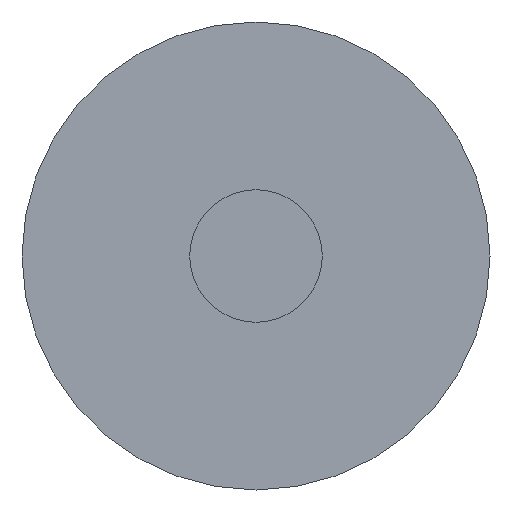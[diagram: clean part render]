
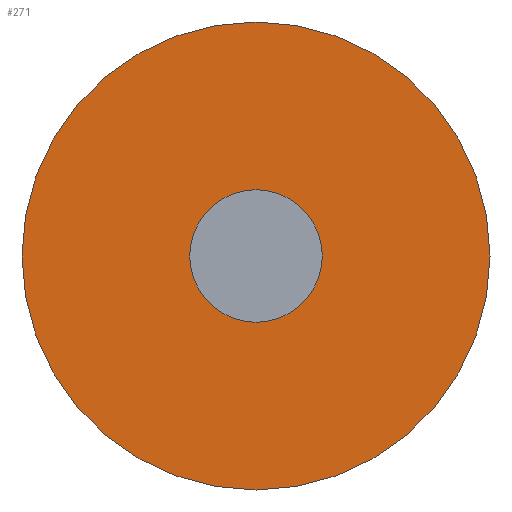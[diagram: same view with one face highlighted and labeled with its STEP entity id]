
A CAD part, front view. The second image highlights one B-rep face of the part: STEP entity #271.
In plain terms, the highlighted planar face has unit normal (0, -1, 0).
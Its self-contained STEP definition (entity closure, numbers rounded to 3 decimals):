
#2 = VERTEX_POINT ( 'NONE', #85 ) ;
#8 = ORIENTED_EDGE ( 'NONE', *, *, #318, .F. ) ;
#31 = CIRCLE ( 'NONE', #165, 8.65 ) ;
#54 = EDGE_CURVE ( 'NONE', #416, #2, #31, .T. ) ;
#59 = EDGE_CURVE ( 'NONE', #383, #247, #403, .T. ) ;
#70 = AXIS2_PLACEMENT_3D ( 'NONE', #125, #91, #156 ) ;
#71 = EDGE_CURVE ( 'NONE', #2, #416, #439, .T. ) ;
#85 = CARTESIAN_POINT ( 'NONE',  ( 0., 0., -8.65 ) ) ;
#88 = DIRECTION ( 'NONE',  ( 0., -1., 0. ) ) ;
#91 = DIRECTION ( 'NONE',  ( 0., -1., 0. ) ) ;
#92 = ORIENTED_EDGE ( 'NONE', *, *, #54, .T. ) ;
#106 = FACE_BOUND ( 'NONE', #320, .T. ) ;
#125 = CARTESIAN_POINT ( 'NONE',  ( 0., 0., 0. ) ) ;
#128 = CIRCLE ( 'NONE', #209, 2.45 ) ;
#134 = CARTESIAN_POINT ( 'NONE',  ( -2.45, 0., 0. ) ) ;
#143 = DIRECTION ( 'NONE',  ( 0., 0., -1. ) ) ;
#156 = DIRECTION ( 'NONE',  ( 0., 0., -1. ) ) ;
#158 = AXIS2_PLACEMENT_3D ( 'NONE', #348, #190, #280 ) ;
#165 = AXIS2_PLACEMENT_3D ( 'NONE', #423, #88, #143 ) ;
#170 = CARTESIAN_POINT ( 'NONE',  ( 0., 0., 0. ) ) ;
#190 = DIRECTION ( 'NONE',  ( 0., -1., 0. ) ) ;
#202 = PLANE ( 'NONE',  #357 ) ;
#208 = ORIENTED_EDGE ( 'NONE', *, *, #71, .T. ) ;
#209 = AXIS2_PLACEMENT_3D ( 'NONE', #170, #306, #235 ) ;
#235 = DIRECTION ( 'NONE',  ( 0., 0., -1. ) ) ;
#238 = CARTESIAN_POINT ( 'NONE',  ( 0., 0., -2.45 ) ) ;
#241 = FACE_OUTER_BOUND ( 'NONE', #342, .T. ) ;
#247 = VERTEX_POINT ( 'NONE', #238 ) ;
#267 = CARTESIAN_POINT ( 'NONE',  ( 0., 0., 2.45 ) ) ;
#271 = ADVANCED_FACE ( 'NONE', ( #106, #241 ), #202, .F. ) ;
#280 = DIRECTION ( 'NONE',  ( 0., 0., -1. ) ) ;
#288 = ORIENTED_EDGE ( 'NONE', *, *, #59, .F. ) ;
#306 = DIRECTION ( 'NONE',  ( 0., -1., 0. ) ) ;
#308 = CARTESIAN_POINT ( 'NONE',  ( 0., 0., 8.65 ) ) ;
#318 = EDGE_CURVE ( 'NONE', #247, #383, #128, .T. ) ;
#320 = EDGE_LOOP ( 'NONE', ( #8, #288 ) ) ;
#342 = EDGE_LOOP ( 'NONE', ( #208, #92 ) ) ;
#348 = CARTESIAN_POINT ( 'NONE',  ( 0., 0., 0. ) ) ;
#357 = AXIS2_PLACEMENT_3D ( 'NONE', #134, #409, #374 ) ;
#374 = DIRECTION ( 'NONE',  ( 0., 0., 1. ) ) ;
#383 = VERTEX_POINT ( 'NONE', #267 ) ;
#403 = CIRCLE ( 'NONE', #70, 2.45 ) ;
#409 = DIRECTION ( 'NONE',  ( 0., 1., 0. ) ) ;
#416 = VERTEX_POINT ( 'NONE', #308 ) ;
#423 = CARTESIAN_POINT ( 'NONE',  ( 0., 0., 0. ) ) ;
#439 = CIRCLE ( 'NONE', #158, 8.65 ) ;
